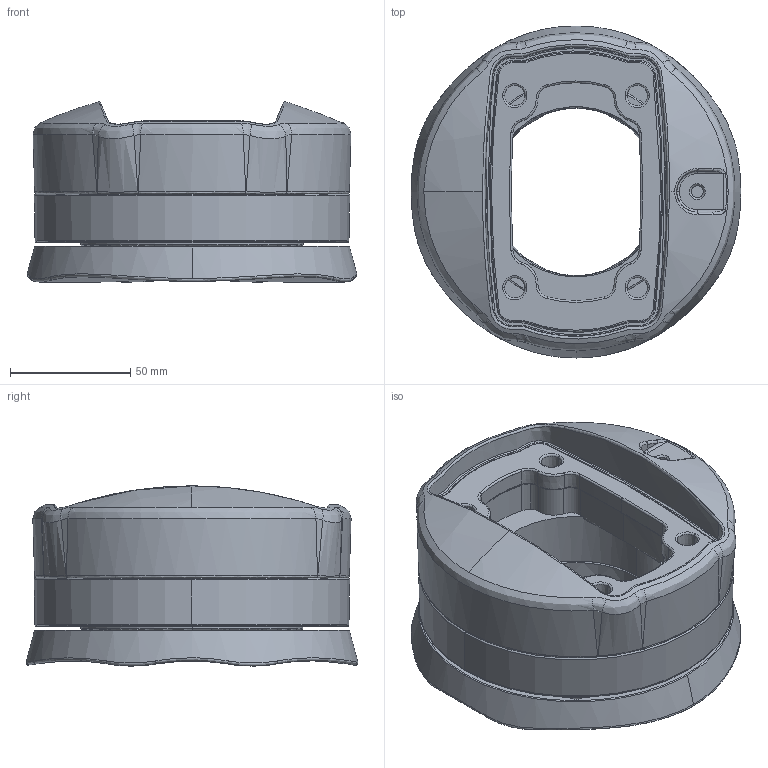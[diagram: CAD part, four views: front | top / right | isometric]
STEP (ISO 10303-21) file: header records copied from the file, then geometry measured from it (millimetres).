
FILE_DESCRIPTION (( 'STEP AP203' ), '1' );
FILE_NAME ('TK120.330.STEP', '2016-05-06T08:26:53', ( '' ), ( '' ), 'SwSTEP 2.0', 'SolidWorks 2013', '' );
FILE_SCHEMA (( 'CONFIG_CONTROL_DESIGN' ));
Length unit declared in the file: millimetre
Products named in the file (1): TK120.330
Bounding box: 137.22 x 138.2 x 74.97 mm (x, y, z)
Volume: 517643.8 mm3; surface area: 127237.8 mm2
Topology: 2 solids, 2 shells, 927 faces, 2264 edges, 1350 vertices
Faces by surface type: bspline 387, torus 166, cone 135, cylinder 133, plane 104, sphere 2
Entity records: 60174 total; most frequent: CARTESIAN_POINT 41274, ORIENTED_EDGE 4480, DIRECTION 3304, EDGE_CURVE 2240, AXIS2_PLACEMENT_3D 1505, VERTEX_POINT 1350, EDGE_LOOP 988, CIRCLE 964
